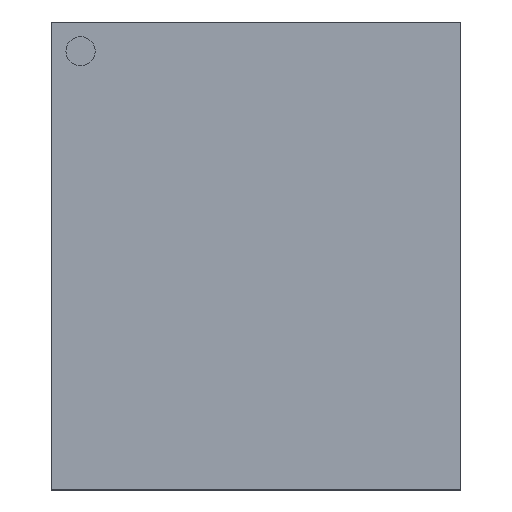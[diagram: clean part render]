
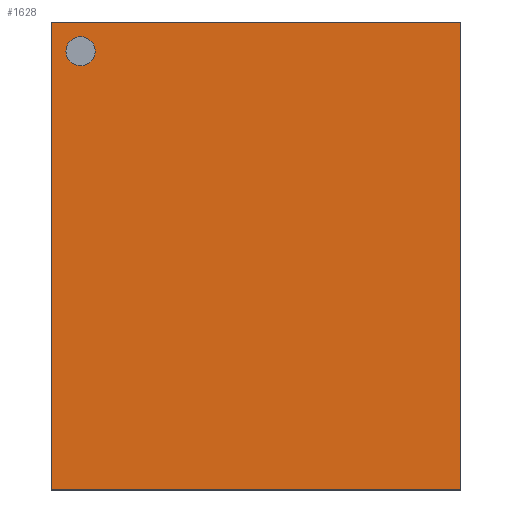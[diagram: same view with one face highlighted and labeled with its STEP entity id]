
A CAD part, top view. The second image highlights one B-rep face of the part: STEP entity #1628.
In plain terms, the highlighted planar face has unit normal (0, 0, 1).
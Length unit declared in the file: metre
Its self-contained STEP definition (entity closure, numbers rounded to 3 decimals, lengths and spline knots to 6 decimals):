
#55=CIRCLE('',#1798,0.000125);
#375=ORIENTED_EDGE('',*,*,#695,.F.);
#376=ORIENTED_EDGE('',*,*,#686,.F.);
#377=ORIENTED_EDGE('',*,*,#689,.T.);
#378=ORIENTED_EDGE('',*,*,#692,.T.);
#379=ORIENTED_EDGE('',*,*,#694,.F.);
#686=EDGE_CURVE('',#865,#866,#1036,.T.);
#689=EDGE_CURVE('',#865,#867,#1039,.T.);
#692=EDGE_CURVE('',#867,#868,#1042,.T.);
#694=EDGE_CURVE('',#866,#868,#1044,.T.);
#695=EDGE_CURVE('',#869,#869,#55,.T.);
#865=VERTEX_POINT('',#2623);
#866=VERTEX_POINT('',#2625);
#867=VERTEX_POINT('',#2629);
#868=VERTEX_POINT('',#2634);
#869=VERTEX_POINT('',#2641);
#1036=LINE('',#2624,#1232);
#1039=LINE('',#2630,#1235);
#1042=LINE('',#2635,#1238);
#1044=LINE('',#2638,#1240);
#1232=VECTOR('',#2138,1.);
#1235=VECTOR('',#2143,1.);
#1238=VECTOR('',#2148,1.);
#1240=VECTOR('',#2152,1.);
#1351=EDGE_LOOP('',(#375));
#1352=EDGE_LOOP('',(#376,#377,#378,#379));
#1451=FACE_BOUND('',#1351,.T.);
#1452=FACE_BOUND('',#1352,.T.);
#1536=PLANE('',#1797);
#1628=ADVANCED_FACE('',(#1451,#1452),#1536,.T.);
#1797=AXIS2_PLACEMENT_3D('',#2639,#2153,#2154);
#1798=AXIS2_PLACEMENT_3D('',#2640,#2155,#2156);
#2138=DIRECTION('',(-1.,0.,0.));
#2143=DIRECTION('',(0.,1.,0.));
#2148=DIRECTION('',(-1.,0.,0.));
#2152=DIRECTION('',(0.,1.,0.));
#2153=DIRECTION('',(0.,0.,1.));
#2154=DIRECTION('',(0.,-1.,0.));
#2155=DIRECTION('',(0.,0.,1.));
#2156=DIRECTION('',(0.,-1.,0.));
#2623=CARTESIAN_POINT('',(0.001751,-0.001989,0.00106));
#2624=CARTESIAN_POINT('',(0.000001,-0.001989,0.00106));
#2625=CARTESIAN_POINT('',(-0.001749,-0.001989,0.00106));
#2629=CARTESIAN_POINT('',(0.001751,0.002011,0.00106));
#2630=CARTESIAN_POINT('',(0.001751,0.000011,0.00106));
#2634=CARTESIAN_POINT('',(-0.001749,0.002011,0.00106));
#2635=CARTESIAN_POINT('',(0.000001,0.002011,0.00106));
#2638=CARTESIAN_POINT('',(-0.001749,0.000011,0.00106));
#2639=CARTESIAN_POINT('',(0.000001,0.000011,0.00106));
#2640=CARTESIAN_POINT('',(-0.001499,0.001761,0.00106));
#2641=CARTESIAN_POINT('',(-0.001499,0.001636,0.00106));
